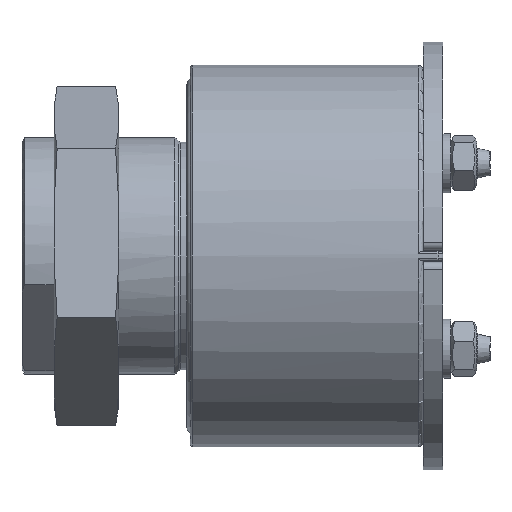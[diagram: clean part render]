
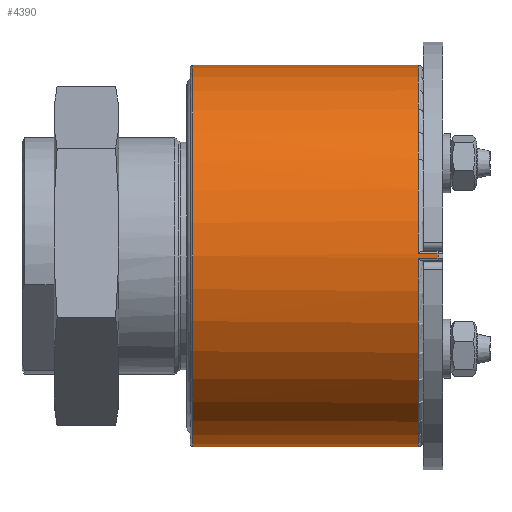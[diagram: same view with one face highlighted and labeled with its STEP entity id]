
A CAD part, left-side view. The second image highlights one B-rep face of the part: STEP entity #4390.
In plain terms, the highlighted cylindrical face has radius 38.5 mm (diameter 77 mm), a full revolution.
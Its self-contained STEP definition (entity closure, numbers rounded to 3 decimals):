
#359=LINE('',#6951,#656);
#367=LINE('',#7102,#664);
#375=LINE('',#7230,#672);
#376=LINE('',#7234,#673);
#377=LINE('',#7238,#674);
#656=VECTOR('',#5511,10.);
#664=VECTOR('',#5535,10.);
#672=VECTOR('',#5583,38.5);
#673=VECTOR('',#5586,10.);
#674=VECTOR('',#5589,10.);
#960=CYLINDRICAL_SURFACE('',#4949,38.5);
#1210=FACE_OUTER_BOUND('',#1481,.T.);
#1481=EDGE_LOOP('',(#3151,#3152,#3153,#3154,#3155,#3156,#3157,#3158,#3159,
#3160,#3161,#3162));
#1781=CIRCLE('',#4948,38.5);
#1782=CIRCLE('',#4950,38.5);
#1783=CIRCLE('',#4951,38.5);
#1784=CIRCLE('',#4952,38.5);
#1785=CIRCLE('',#4953,38.5);
#1786=CIRCLE('',#4954,38.5);
#2022=VERTEX_POINT('',#6948);
#2023=VERTEX_POINT('',#6950);
#2035=VERTEX_POINT('',#7084);
#2038=VERTEX_POINT('',#7089);
#2053=VERTEX_POINT('',#7227);
#2054=VERTEX_POINT('',#7229);
#2055=VERTEX_POINT('',#7231);
#2056=VERTEX_POINT('',#7233);
#2057=VERTEX_POINT('',#7235);
#2058=VERTEX_POINT('',#7237);
#2436=EDGE_CURVE('',#2022,#2023,#359,.T.);
#2457=EDGE_CURVE('',#2038,#2035,#367,.T.);
#2481=EDGE_CURVE('',#2035,#2022,#1781,.T.);
#2482=EDGE_CURVE('',#2053,#2053,#1782,.T.);
#2483=EDGE_CURVE('',#2053,#2054,#375,.T.);
#2484=EDGE_CURVE('',#2055,#2054,#1783,.T.);
#2485=EDGE_CURVE('',#2056,#2055,#376,.T.);
#2486=EDGE_CURVE('',#2057,#2056,#1784,.T.);
#2487=EDGE_CURVE('',#2058,#2057,#377,.T.);
#2488=EDGE_CURVE('',#2023,#2058,#1785,.T.);
#2489=EDGE_CURVE('',#2054,#2038,#1786,.T.);
#3151=ORIENTED_EDGE('',*,*,#2482,.F.);
#3152=ORIENTED_EDGE('',*,*,#2483,.T.);
#3153=ORIENTED_EDGE('',*,*,#2484,.F.);
#3154=ORIENTED_EDGE('',*,*,#2485,.F.);
#3155=ORIENTED_EDGE('',*,*,#2486,.F.);
#3156=ORIENTED_EDGE('',*,*,#2487,.F.);
#3157=ORIENTED_EDGE('',*,*,#2488,.F.);
#3158=ORIENTED_EDGE('',*,*,#2436,.F.);
#3159=ORIENTED_EDGE('',*,*,#2481,.F.);
#3160=ORIENTED_EDGE('',*,*,#2457,.F.);
#3161=ORIENTED_EDGE('',*,*,#2489,.F.);
#3162=ORIENTED_EDGE('',*,*,#2483,.F.);
#4390=ADVANCED_FACE('',(#1210),#960,.T.);
#4948=AXIS2_PLACEMENT_3D('',#7225,#5577,#5578);
#4949=AXIS2_PLACEMENT_3D('',#7226,#5579,#5580);
#4950=AXIS2_PLACEMENT_3D('',#7228,#5581,#5582);
#4951=AXIS2_PLACEMENT_3D('',#7232,#5584,#5585);
#4952=AXIS2_PLACEMENT_3D('',#7236,#5587,#5588);
#4953=AXIS2_PLACEMENT_3D('',#7239,#5590,#5591);
#4954=AXIS2_PLACEMENT_3D('',#7240,#5592,#5593);
#5511=DIRECTION('',(0.,1.,0.));
#5535=DIRECTION('',(0.,-1.,0.));
#5577=DIRECTION('center_axis',(0.,-1.,0.));
#5578=DIRECTION('ref_axis',(1.,0.,0.));
#5579=DIRECTION('center_axis',(0.,1.,0.));
#5580=DIRECTION('ref_axis',(0.,0.,1.));
#5581=DIRECTION('center_axis',(0.,1.,0.));
#5582=DIRECTION('ref_axis',(0.,0.,-1.));
#5583=DIRECTION('',(0.,-1.,0.));
#5584=DIRECTION('center_axis',(0.,-1.,0.));
#5585=DIRECTION('ref_axis',(0.,0.,-1.));
#5586=DIRECTION('',(0.,1.,0.));
#5587=DIRECTION('center_axis',(0.,-1.,0.));
#5588=DIRECTION('ref_axis',(-1.,0.,0.));
#5589=DIRECTION('',(0.,-1.,0.));
#5590=DIRECTION('center_axis',(0.,-1.,0.));
#5591=DIRECTION('ref_axis',(0.,0.,1.));
#5592=DIRECTION('center_axis',(0.,-1.,0.));
#5593=DIRECTION('ref_axis',(0.,0.,-1.));
#6948=CARTESIAN_POINT('',(38.497,-50.,0.507));
#6950=CARTESIAN_POINT('',(38.497,-46.,0.507));
#6951=CARTESIAN_POINT('',(38.497,-23.5,0.507));
#7084=CARTESIAN_POINT('',(38.497,-50.,-0.507));
#7089=CARTESIAN_POINT('',(38.497,-46.,-0.507));
#7102=CARTESIAN_POINT('',(38.497,-23.5,-0.507));
#7225=CARTESIAN_POINT('Origin',(0.,-50.,0.));
#7226=CARTESIAN_POINT('Origin',(0.,-23.5,0.));
#7227=CARTESIAN_POINT('',(0.,-0.5,-38.5));
#7228=CARTESIAN_POINT('Origin',(0.,-0.5,0.));
#7229=CARTESIAN_POINT('',(0.,-46.,-38.5));
#7230=CARTESIAN_POINT('',(0.,-23.5,-38.5));
#7231=CARTESIAN_POINT('',(-38.497,-46.,-0.507));
#7232=CARTESIAN_POINT('Origin',(0.,-46.,0.));
#7233=CARTESIAN_POINT('',(-38.497,-50.,-0.507));
#7234=CARTESIAN_POINT('',(-38.497,-23.5,-0.507));
#7235=CARTESIAN_POINT('',(-38.497,-50.,0.507));
#7236=CARTESIAN_POINT('Origin',(0.,-50.,0.));
#7237=CARTESIAN_POINT('',(-38.497,-46.,0.507));
#7238=CARTESIAN_POINT('',(-38.497,-23.5,0.507));
#7239=CARTESIAN_POINT('Origin',(0.,-46.,0.));
#7240=CARTESIAN_POINT('Origin',(0.,-46.,0.));
